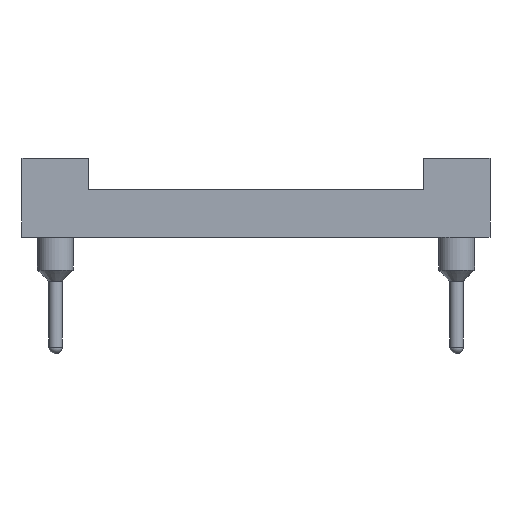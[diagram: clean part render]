
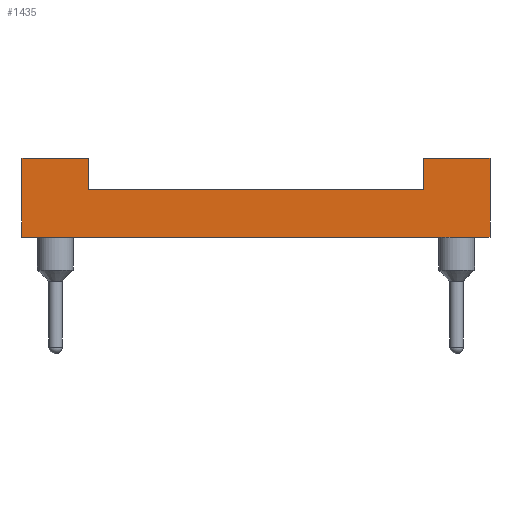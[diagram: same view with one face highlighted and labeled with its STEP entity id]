
A CAD part, front view. The second image highlights one B-rep face of the part: STEP entity #1435.
In plain terms, the highlighted planar face has unit normal (0, -1, 0).
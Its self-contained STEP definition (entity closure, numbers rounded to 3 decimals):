
#331=CARTESIAN_POINT('',(8.89,-25.4,1.7));
#332=VERTEX_POINT('',#331);
#339=CARTESIAN_POINT('',(-8.89,-25.4,1.7));
#340=VERTEX_POINT('',#339);
#341=CARTESIAN_POINT('',(8.89,-25.4,1.7));
#342=DIRECTION('',(-1.0,-0.0,0.0));
#343=VECTOR('',#342,1.0);
#344=LINE('',#341,#343);
#345=EDGE_CURVE('n� 46',#332,#340,#344,.T.);
#691=CARTESIAN_POINT('',(-8.89,-25.4,4.7));
#692=VERTEX_POINT('',#691);
#693=CARTESIAN_POINT('',(-6.35,-25.4,4.7));
#694=VERTEX_POINT('',#693);
#695=CARTESIAN_POINT('',(-8.89,-25.4,4.7));
#696=DIRECTION('',(1.0,0.0,0.0));
#697=VECTOR('',#696,1.0);
#698=LINE('',#695,#697);
#699=EDGE_CURVE('n� 52',#692,#694,#698,.T.);
#951=CARTESIAN_POINT('',(6.35,-25.4,4.7));
#952=VERTEX_POINT('',#951);
#953=CARTESIAN_POINT('',(8.89,-25.4,4.7));
#954=VERTEX_POINT('',#953);
#955=CARTESIAN_POINT('',(6.35,-25.4,4.7));
#956=DIRECTION('',(1.0,0.0,0.0));
#957=VECTOR('',#956,1.0);
#958=LINE('',#955,#957);
#959=EDGE_CURVE('n� 48',#952,#954,#958,.T.);
#1244=CARTESIAN_POINT('',(-6.35,-25.4,3.5));
#1245=VERTEX_POINT('',#1244);
#1246=CARTESIAN_POINT('',(-6.35,-25.4,4.7));
#1247=DIRECTION('',(0.0,0.0,-1.0));
#1248=VECTOR('',#1247,1.0);
#1249=LINE('',#1246,#1248);
#1250=EDGE_CURVE('n� 51',#694,#1245,#1249,.T.);
#1283=CARTESIAN_POINT('',(6.35,-25.4,3.5));
#1284=VERTEX_POINT('',#1283);
#1298=CARTESIAN_POINT('',(-6.35,-25.4,3.5));
#1299=DIRECTION('',(1.0,0.0,0.0));
#1300=VECTOR('',#1299,1.0);
#1301=LINE('',#1298,#1300);
#1302=EDGE_CURVE('n� 50',#1245,#1284,#1301,.T.);
#1312=CARTESIAN_POINT('',(6.35,-25.4,3.5));
#1313=DIRECTION('',(0.0,-0.0,1.0));
#1314=VECTOR('',#1313,1.0);
#1315=LINE('',#1312,#1314);
#1316=EDGE_CURVE('n� 49',#1284,#952,#1315,.T.);
#1362=CARTESIAN_POINT('',(8.89,-25.4,4.7));
#1363=DIRECTION('',(0.0,0.0,-1.0));
#1364=VECTOR('',#1363,1.0);
#1365=LINE('',#1362,#1364);
#1366=EDGE_CURVE('n� 47',#954,#332,#1365,.T.);
#1384=CARTESIAN_POINT('',(-8.89,-25.4,1.7));
#1385=DIRECTION('',(0.0,-0.0,1.0));
#1386=VECTOR('',#1385,1.0);
#1387=LINE('',#1384,#1386);
#1388=EDGE_CURVE('n� 45',#340,#692,#1387,.T.);
#1420=ORIENTED_EDGE('',*,*,#699,.F.);
#1421=ORIENTED_EDGE('',*,*,#1388,.F.);
#1422=ORIENTED_EDGE('',*,*,#345,.F.);
#1423=ORIENTED_EDGE('',*,*,#1366,.F.);
#1424=ORIENTED_EDGE('',*,*,#959,.F.);
#1425=ORIENTED_EDGE('',*,*,#1316,.F.);
#1426=ORIENTED_EDGE('',*,*,#1302,.F.);
#1427=ORIENTED_EDGE('',*,*,#1250,.F.);
#1428=EDGE_LOOP('',(#1420,#1421,#1422,#1423,#1424,#1425,#1426,#1427));
#1429=FACE_OUTER_BOUND('',#1428,.T.);
#1430=CARTESIAN_POINT('',(-6.35,-25.4,4.7));
#1431=DIRECTION('',(-0.0,1.0,0.0));
#1432=DIRECTION('',(-1.0,-0.0,-0.0));
#1433=AXIS2_PLACEMENT_3D('',#1430,#1431,#1432);
#1434=PLANE('',#1433);
#1435=ADVANCED_FACE('n� 43',(#1429),#1434,.F.);
